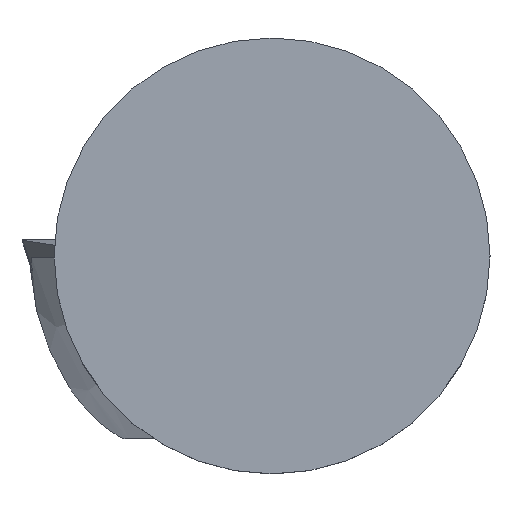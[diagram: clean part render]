
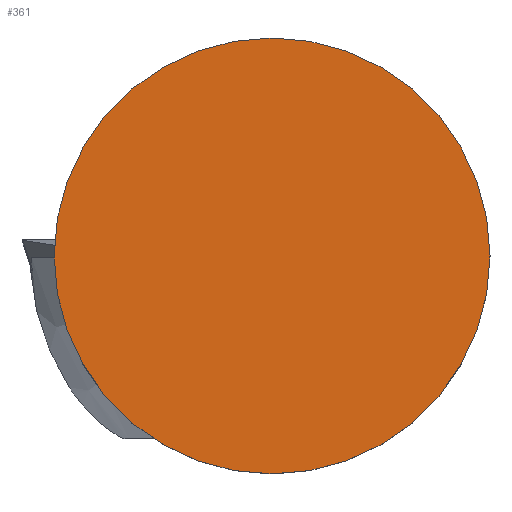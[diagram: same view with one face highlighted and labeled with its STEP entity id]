
A CAD part, top view. The second image highlights one B-rep face of the part: STEP entity #361.
In plain terms, the highlighted planar face has unit normal (0, 0, 1).
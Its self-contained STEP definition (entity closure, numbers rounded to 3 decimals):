
#317=EDGE_CURVE('240[2]',#723,#723,#724,.T.);
#361=ADVANCED_FACE('240[2]',(#782),#783,.T.);
#723=VERTEX_POINT('',#1320);
#724=CIRCLE('',#1321,6.0);
#782=FACE_OUTER_BOUND('',#1459,.T.);
#783=PLANE('',#1460);
#1320=CARTESIAN_POINT('',(-6.0,0.,0.0));
#1321=AXIS2_PLACEMENT_3D('',#1939,#1940,#1941);
#1459=EDGE_LOOP('',(#1987));
#1460=AXIS2_PLACEMENT_3D('',#1988,#1989,#1990);
#1939=CARTESIAN_POINT('',(0.,0.,0.0));
#1940=DIRECTION('',(0.,0.,-1.0));
#1941=DIRECTION('',(1.0,0.,0.));
#1987=ORIENTED_EDGE('',*,*,#317,.F.);
#1988=CARTESIAN_POINT('',(0.,0.,0.0));
#1989=DIRECTION('',(0.,0.,1.0));
#1990=DIRECTION('',(-1.0,0.,0.0));
